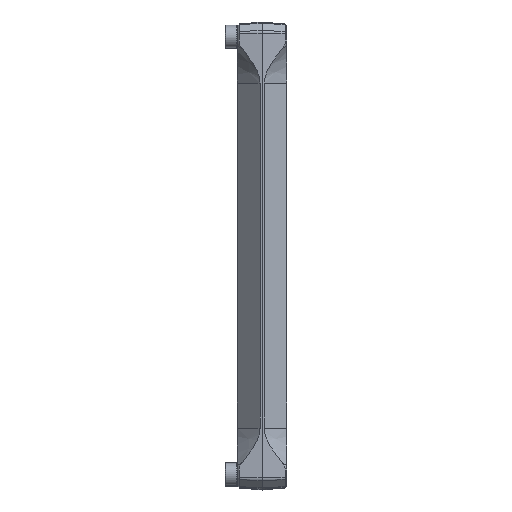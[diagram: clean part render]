
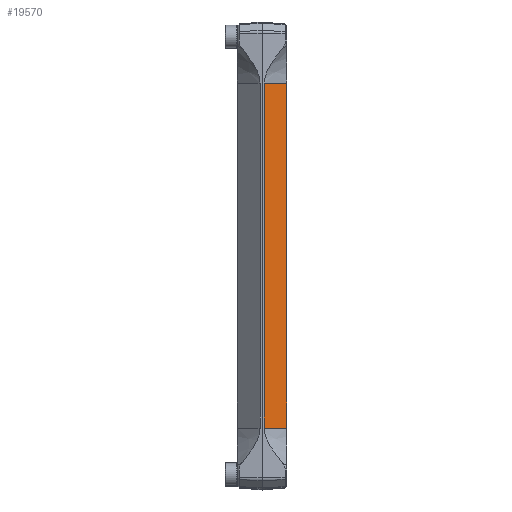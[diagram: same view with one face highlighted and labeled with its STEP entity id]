
A CAD part, top view. The second image highlights one B-rep face of the part: STEP entity #19570.
In plain terms, the highlighted planar face has unit normal (0.707, 0, 0.707).
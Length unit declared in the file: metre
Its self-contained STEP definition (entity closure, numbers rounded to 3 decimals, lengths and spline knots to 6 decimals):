
#1142=LINE('',#31094,#2780);
#1143=LINE('',#31098,#2781);
#1144=LINE('',#31101,#2782);
#1145=LINE('',#31102,#2783);
#2780=VECTOR('',#23826,1.);
#2781=VECTOR('',#23831,1.);
#2782=VECTOR('',#23832,1.);
#2783=VECTOR('',#23833,1.);
#4150=PLANE('',#21021);
#6219=ORIENTED_EDGE('',*,*,#11166,.T.);
#6220=ORIENTED_EDGE('',*,*,#11167,.F.);
#6221=ORIENTED_EDGE('',*,*,#11164,.F.);
#6222=ORIENTED_EDGE('',*,*,#11168,.T.);
#11164=EDGE_CURVE('',#13677,#13678,#1142,.T.);
#11166=EDGE_CURVE('',#13679,#13680,#1143,.T.);
#11167=EDGE_CURVE('',#13678,#13680,#1144,.T.);
#11168=EDGE_CURVE('',#13677,#13679,#1145,.T.);
#13677=VERTEX_POINT('',#31093);
#13678=VERTEX_POINT('',#31095);
#13679=VERTEX_POINT('',#31099);
#13680=VERTEX_POINT('',#31100);
#16084=EDGE_LOOP('',(#6219,#6220,#6221,#6222));
#17739=FACE_BOUND('',#16084,.T.);
#19570=ADVANCED_FACE('',(#17739),#4150,.T.);
#21021=AXIS2_PLACEMENT_3D('',#31097,#23829,#23830);
#23826=DIRECTION('',(0.707,0.,-0.707));
#23829=DIRECTION('',(0.707,0.,0.707));
#23830=DIRECTION('',(0.,1.,0.));
#23831=DIRECTION('',(0.707,0.,-0.707));
#23832=DIRECTION('',(0.,-1.,0.));
#23833=DIRECTION('',(0.,-1.,0.));
#31093=CARTESIAN_POINT('',(0.171121,-0.259804,0.427079));
#31094=CARTESIAN_POINT('',(0.1765,-0.259804,0.4217));
#31095=CARTESIAN_POINT('',(0.1766,-0.259804,0.4216));
#31097=CARTESIAN_POINT('',(0.1766,-0.3016,0.4216));
#31098=CARTESIAN_POINT('',(0.1765,-0.343396,0.4217));
#31099=CARTESIAN_POINT('',(0.171121,-0.343396,0.427079));
#31100=CARTESIAN_POINT('',(0.1766,-0.343396,0.4216));
#31101=CARTESIAN_POINT('',(0.1766,-0.3016,0.4216));
#31102=CARTESIAN_POINT('',(0.171121,-0.3016,0.427079));
